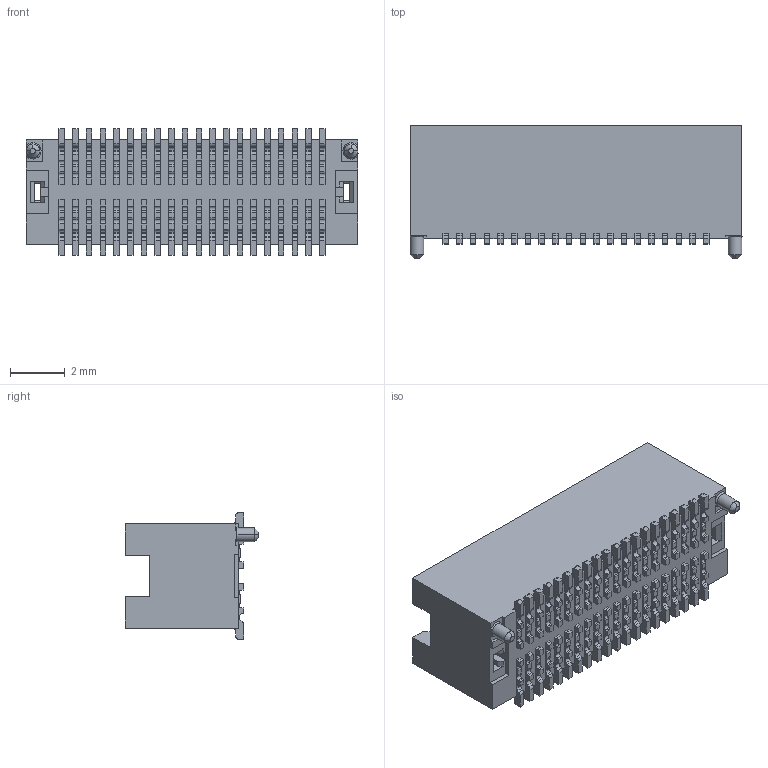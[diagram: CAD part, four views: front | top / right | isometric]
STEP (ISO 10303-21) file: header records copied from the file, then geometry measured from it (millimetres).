
FILE_DESCRIPTION( ('This file contains a STEP AP42 implementation' ,'as created by ZW3D STEP Interface translator.') ,'2;1' );
FILE_NAME( '3622-PXXX-043XXX01.stp' ,'23 316.102730', (''), ('ZWCAD Software Co.'), 'Version 1.0', 'ZW3D to STEP translator', '' );
FILE_SCHEMA(('AUTOMOTIVE_DESIGN { 1 0 10303 214 1 1 1 1 }'));
Length unit declared in the file: millimetre
Products named in the file (2): 0; 3622-PXXX-043XXX01
Bounding box: 12.1 x 4.88 x 4.6 mm (x, y, z)
Volume: 143.5 mm3; surface area: 337.7 mm2
Topology: 1 solids, 1 shells, 2052 faces, 6222 edges, 4170 vertices
Faces by surface type: plane 1436, cylinder 460, bspline 144, cone 12
Entity records: 90531 total; most frequent: CARTESIAN_POINT 42945, ORIENTED_EDGE 12444, EDGE_CURVE 6222, DIRECTION 5138, B_SPLINE_CURVE_WITH_KNOTS 4902, VERTEX_POINT 4170, EDGE_LOOP 2054, FACE_OUTER_BOUND 2052
